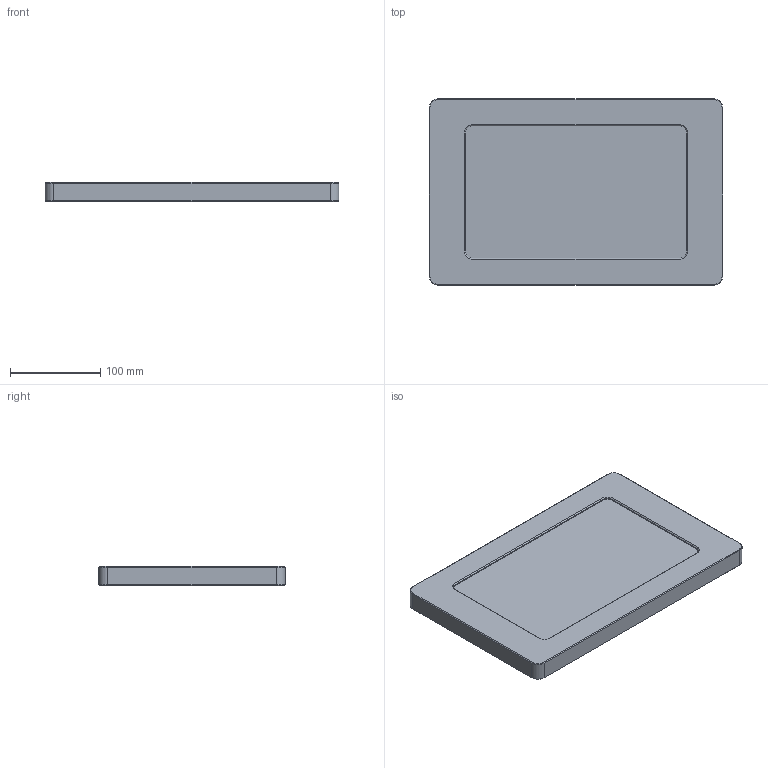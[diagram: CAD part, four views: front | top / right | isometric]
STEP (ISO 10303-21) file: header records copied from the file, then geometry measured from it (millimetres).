
FILE_DESCRIPTION(/* description */ (''),/* implementation_level */ '2;1');
FILE_NAME(/* name */ 'VB_VESA_GTA101.stp',/* time_stamp */ '2019-08-26T11:51:42-04:00',/* author */ ('NickC'),/* organization */ (''),/* preprocessor_version */ 'ST-DEVELOPER v17',/* originating_system */ 'Autodesk Inventor 2019',/* authorisation */ '');
FILE_SCHEMA (('AUTOMOTIVE_DESIGN { 1 0 10303 214 3 1 1 }'));
Length unit declared in the file: inch
Products named in the file (1): Part1
Bounding box: 325.5 x 206.45 x 21.34 mm (x, y, z)
Volume: 1179031 mm3; surface area: 233575.2 mm2
Topology: 1 solids, 6 shells, 928 faces, 2476 edges, 1636 vertices
Faces by surface type: plane 653, cone 114, cylinder 110, bspline 51
Full cylindrical faces by diameter (mm): 2.438 x26, 3.251 x4, 3.306 x16, 4.166 x11, 4.496 x8, 38.1 x1
Entity records: 32928 total; most frequent: CARTESIAN_POINT 9418, ORIENTED_EDGE 4952, DIRECTION 4286, EDGE_CURVE 2476, LINE 1790, VECTOR 1790, VERTEX_POINT 1636, AXIS2_PLACEMENT_3D 1248
